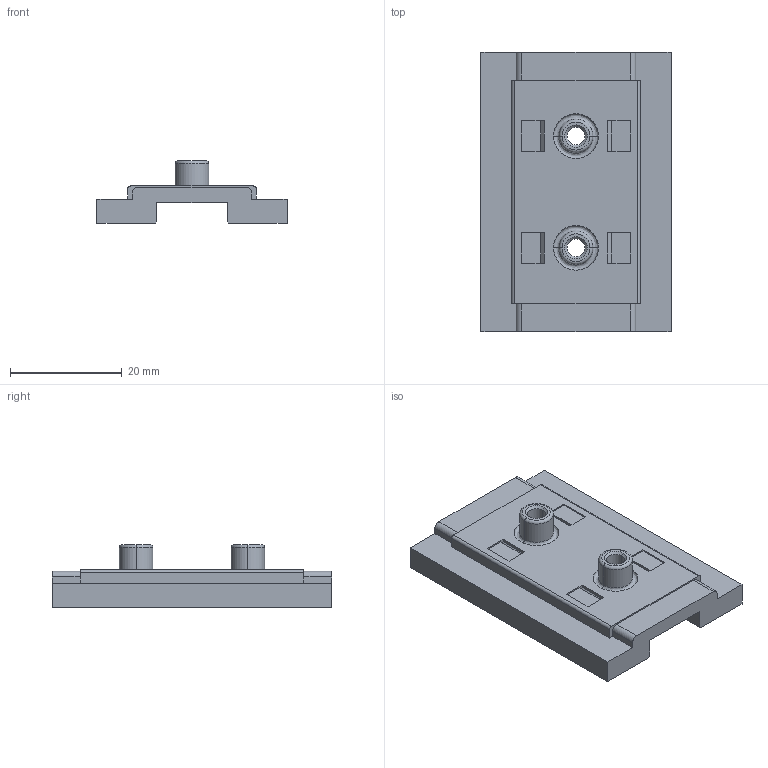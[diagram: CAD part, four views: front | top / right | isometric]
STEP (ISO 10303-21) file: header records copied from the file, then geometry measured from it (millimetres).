
FILE_DESCRIPTION (( 'STEP AP203' ), '1' );
FILE_NAME ('DrylinNLowProfileLinearGuideSystem.STEP', '2018-12-26T16:00:58', ( 'DASSAULT SYSTEMES' ), ( 'DASSAULT SYSTEMES' ), 'SwSTEP 2.0', 'SolidWorks 2018', '' );
FILE_SCHEMA (( 'CONFIG_CONTROL_DESIGN' ));
Length unit declared in the file: inch
Products named in the file (1): DrylinNLowProfileLinearGuideSystem
Bounding box: 34 x 50 x 11.15 mm (x, y, z)
Volume: 7282.1 mm3; surface area: 5279.6 mm2
Topology: 1 solids, 1 shells, 130 faces, 340 edges, 220 vertices
Faces by surface type: plane 88, cylinder 22, torus 8, cone 8, bspline 4
Entity records: 4091 total; most frequent: CARTESIAN_POINT 751, ORIENTED_EDGE 680, DIRECTION 670, EDGE_CURVE 340, VECTOR 264, LINE 264, VERTEX_POINT 220, AXIS2_PLACEMENT_3D 203
